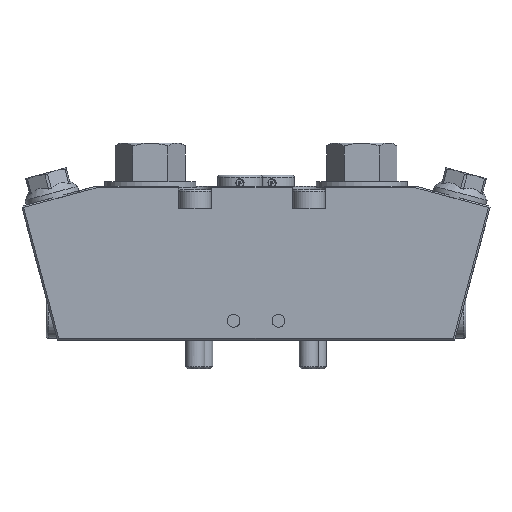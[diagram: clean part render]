
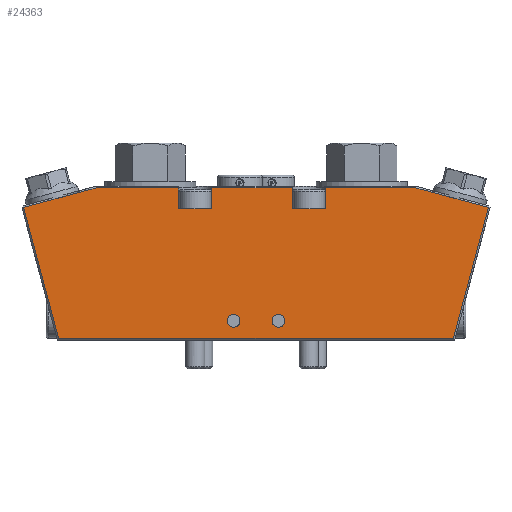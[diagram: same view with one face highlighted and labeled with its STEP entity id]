
A CAD part, front view. The second image highlights one B-rep face of the part: STEP entity #24363.
In plain terms, the highlighted planar face has unit normal (0, -1, 0).
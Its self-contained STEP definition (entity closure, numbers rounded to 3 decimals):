
#272=PLANE('',#25743);
#1548=CIRCLE('',#25588,2.);
#1552=CIRCLE('',#25593,2.);
#2630=ORIENTED_EDGE('',*,*,#7484,.T.);
#2631=ORIENTED_EDGE('',*,*,#7485,.T.);
#2632=ORIENTED_EDGE('',*,*,#7486,.T.);
#2633=ORIENTED_EDGE('',*,*,#7487,.T.);
#2634=ORIENTED_EDGE('',*,*,#7488,.T.);
#2635=ORIENTED_EDGE('',*,*,#7489,.T.);
#2636=ORIENTED_EDGE('',*,*,#7490,.T.);
#2637=ORIENTED_EDGE('',*,*,#7491,.T.);
#2638=ORIENTED_EDGE('',*,*,#7492,.T.);
#2639=ORIENTED_EDGE('',*,*,#7493,.T.);
#2640=ORIENTED_EDGE('',*,*,#7494,.T.);
#2641=ORIENTED_EDGE('',*,*,#7495,.T.);
#2642=ORIENTED_EDGE('',*,*,#7496,.T.);
#2643=ORIENTED_EDGE('',*,*,#7497,.T.);
#2644=ORIENTED_EDGE('',*,*,#7498,.T.);
#2645=ORIENTED_EDGE('',*,*,#7499,.T.);
#2646=ORIENTED_EDGE('',*,*,#7500,.T.);
#2647=ORIENTED_EDGE('',*,*,#7501,.T.);
#2648=ORIENTED_EDGE('',*,*,#7178,.T.);
#2649=ORIENTED_EDGE('',*,*,#7166,.T.);
#7166=EDGE_CURVE('',#9617,#9617,#1548,.T.);
#7178=EDGE_CURVE('',#9627,#9627,#1552,.T.);
#7484=EDGE_CURVE('',#9895,#9896,#11403,.T.);
#7485=EDGE_CURVE('',#9896,#9811,#11404,.T.);
#7486=EDGE_CURVE('',#9811,#9897,#11405,.T.);
#7487=EDGE_CURVE('',#9897,#9898,#11406,.T.);
#7488=EDGE_CURVE('',#9898,#9899,#11407,.T.);
#7489=EDGE_CURVE('',#9899,#9900,#11408,.T.);
#7490=EDGE_CURVE('',#9900,#9901,#11409,.T.);
#7491=EDGE_CURVE('',#9901,#9792,#11410,.T.);
#7492=EDGE_CURVE('',#9792,#9902,#11411,.T.);
#7493=EDGE_CURVE('',#9902,#9903,#11412,.T.);
#7494=EDGE_CURVE('',#9903,#9904,#11413,.T.);
#7495=EDGE_CURVE('',#9904,#9905,#11414,.T.);
#7496=EDGE_CURVE('',#9905,#9906,#11415,.T.);
#7497=EDGE_CURVE('',#9906,#9907,#11416,.T.);
#7498=EDGE_CURVE('',#9907,#9908,#11417,.T.);
#7499=EDGE_CURVE('',#9908,#9909,#11418,.T.);
#7500=EDGE_CURVE('',#9909,#9910,#11419,.T.);
#7501=EDGE_CURVE('',#9910,#9895,#11420,.T.);
#9617=VERTEX_POINT('',#32491);
#9627=VERTEX_POINT('',#32539);
#9792=VERTEX_POINT('',#33157);
#9811=VERTEX_POINT('',#33204);
#9895=VERTEX_POINT('',#33432);
#9896=VERTEX_POINT('',#33433);
#9897=VERTEX_POINT('',#33436);
#9898=VERTEX_POINT('',#33438);
#9899=VERTEX_POINT('',#33440);
#9900=VERTEX_POINT('',#33442);
#9901=VERTEX_POINT('',#33444);
#9902=VERTEX_POINT('',#33447);
#9903=VERTEX_POINT('',#33449);
#9904=VERTEX_POINT('',#33451);
#9905=VERTEX_POINT('',#33453);
#9906=VERTEX_POINT('',#33455);
#9907=VERTEX_POINT('',#33457);
#9908=VERTEX_POINT('',#33459);
#9909=VERTEX_POINT('',#33461);
#9910=VERTEX_POINT('',#33463);
#11403=LINE('',#33431,#12752);
#11404=LINE('',#33434,#12753);
#11405=LINE('',#33435,#12754);
#11406=LINE('',#33437,#12755);
#11407=LINE('',#33439,#12756);
#11408=LINE('',#33441,#12757);
#11409=LINE('',#33443,#12758);
#11410=LINE('',#33445,#12759);
#11411=LINE('',#33446,#12760);
#11412=LINE('',#33448,#12761);
#11413=LINE('',#33450,#12762);
#11414=LINE('',#33452,#12763);
#11415=LINE('',#33454,#12764);
#11416=LINE('',#33456,#12765);
#11417=LINE('',#33458,#12766);
#11418=LINE('',#33460,#12767);
#11419=LINE('',#33462,#12768);
#11420=LINE('',#33464,#12769);
#12752=VECTOR('',#27901,1000.);
#12753=VECTOR('',#27902,1000.);
#12754=VECTOR('',#27903,1000.);
#12755=VECTOR('',#27904,1000.);
#12756=VECTOR('',#27905,1000.);
#12757=VECTOR('',#27906,1000.);
#12758=VECTOR('',#27907,1000.);
#12759=VECTOR('',#27908,1000.);
#12760=VECTOR('',#27909,1000.);
#12761=VECTOR('',#27910,1000.);
#12762=VECTOR('',#27911,1000.);
#12763=VECTOR('',#27912,1000.);
#12764=VECTOR('',#27913,1000.);
#12765=VECTOR('',#27914,1000.);
#12766=VECTOR('',#27915,1000.);
#12767=VECTOR('',#27916,1000.);
#12768=VECTOR('',#27917,1000.);
#12769=VECTOR('',#27918,1000.);
#14072=EDGE_LOOP('',(#2630,#2631,#2632,#2633,#2634,#2635,#2636,#2637,#2638,
#2639,#2640,#2641,#2642,#2643,#2644,#2645,#2646,#2647));
#14073=EDGE_LOOP('',(#2648));
#14074=EDGE_LOOP('',(#2649));
#15497=FACE_BOUND('',#14072,.T.);
#15498=FACE_BOUND('',#14073,.T.);
#15499=FACE_BOUND('',#14074,.T.);
#24363=ADVANCED_FACE('',(#15497,#15498,#15499),#272,.F.);
#25588=AXIS2_PLACEMENT_3D('',#32490,#27460,#27461);
#25593=AXIS2_PLACEMENT_3D('',#32538,#27474,#27475);
#25743=AXIS2_PLACEMENT_3D('',#33430,#27899,#27900);
#27460=DIRECTION('',(0.,1.,0.));
#27461=DIRECTION('',(0.,0.,-1.));
#27474=DIRECTION('',(0.,1.,0.));
#27475=DIRECTION('',(0.,0.,-1.));
#27899=DIRECTION('',(0.,1.,0.));
#27900=DIRECTION('',(0.,0.,1.));
#27901=DIRECTION('',(-1.,0.,0.));
#27902=DIRECTION('',(-0.966,0.,-0.259));
#27903=DIRECTION('',(-0.966,0.,-0.259));
#27904=DIRECTION('',(-0.966,0.,-0.259));
#27905=DIRECTION('',(0.259,0.,-0.966));
#27906=DIRECTION('',(1.,0.,0.));
#27907=DIRECTION('',(0.259,0.,0.966));
#27908=DIRECTION('',(-0.966,0.,0.259));
#27909=DIRECTION('',(-0.966,0.,0.259));
#27910=DIRECTION('',(-0.966,0.,0.259));
#27911=DIRECTION('',(-1.,0.,0.));
#27912=DIRECTION('',(0.,0.,-1.));
#27913=DIRECTION('',(-1.,0.,0.));
#27914=DIRECTION('',(0.,0.,1.));
#27915=DIRECTION('',(-1.,0.,0.));
#27916=DIRECTION('',(0.,0.,-1.));
#27917=DIRECTION('',(-1.,0.,0.));
#27918=DIRECTION('',(0.,0.,1.));
#32490=CARTESIAN_POINT('',(55.,0.,6.));
#32491=CARTESIAN_POINT('',(55.,0.,4.));
#32538=CARTESIAN_POINT('',(69.,0.,6.));
#32539=CARTESIAN_POINT('',(69.,0.,4.));
#33157=CARTESIAN_POINT('',(125.4,0.,43.892));
#33204=CARTESIAN_POINT('',(6.312,0.,45.958));
#33430=CARTESIAN_POINT('',(0.,0.,0.));
#33431=CARTESIAN_POINT('',(12.,0.,47.5));
#33432=CARTESIAN_POINT('',(37.75,0.,47.5));
#33433=CARTESIAN_POINT('',(12.066,0.,47.5));
#33434=CARTESIAN_POINT('',(6.312,0.,45.958));
#33435=CARTESIAN_POINT('',(-11.067,0.,41.302));
#33436=CARTESIAN_POINT('',(-1.4,0.,43.892));
#33437=CARTESIAN_POINT('',(-11.067,0.,41.302));
#33438=CARTESIAN_POINT('',(-10.584,0.,41.431));
#33439=CARTESIAN_POINT('',(0.483,0.,0.129));
#33440=CARTESIAN_POINT('',(0.384,0.,0.5));
#33441=CARTESIAN_POINT('',(124.,0.,0.5));
#33442=CARTESIAN_POINT('',(123.616,0.,0.5));
#33443=CARTESIAN_POINT('',(134.713,0.,41.914));
#33444=CARTESIAN_POINT('',(134.584,0.,41.431));
#33445=CARTESIAN_POINT('',(125.4,0.,43.892));
#33446=CARTESIAN_POINT('',(19.373,0.,72.302));
#33447=CARTESIAN_POINT('',(117.688,0.,45.958));
#33448=CARTESIAN_POINT('',(111.871,0.,47.517));
#33449=CARTESIAN_POINT('',(111.934,0.,47.5));
#33450=CARTESIAN_POINT('',(83.75,0.,47.5));
#33451=CARTESIAN_POINT('',(83.75,0.,47.5));
#33452=CARTESIAN_POINT('',(83.75,0.,0.));
#33453=CARTESIAN_POINT('',(83.75,0.,41.));
#33454=CARTESIAN_POINT('',(0.,0.,41.));
#33455=CARTESIAN_POINT('',(73.25,0.,41.));
#33456=CARTESIAN_POINT('',(73.25,0.,0.));
#33457=CARTESIAN_POINT('',(73.25,0.,47.5));
#33458=CARTESIAN_POINT('',(48.25,0.,47.5));
#33459=CARTESIAN_POINT('',(48.25,0.,47.5));
#33460=CARTESIAN_POINT('',(48.25,0.,0.));
#33461=CARTESIAN_POINT('',(48.25,0.,41.));
#33462=CARTESIAN_POINT('',(0.,0.,41.));
#33463=CARTESIAN_POINT('',(37.75,0.,41.));
#33464=CARTESIAN_POINT('',(37.75,0.,0.));
